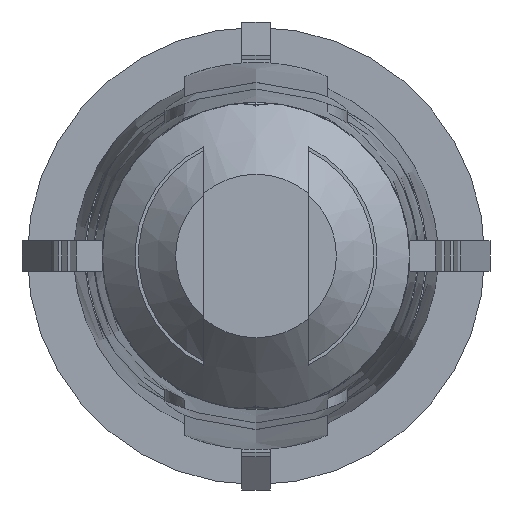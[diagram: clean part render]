
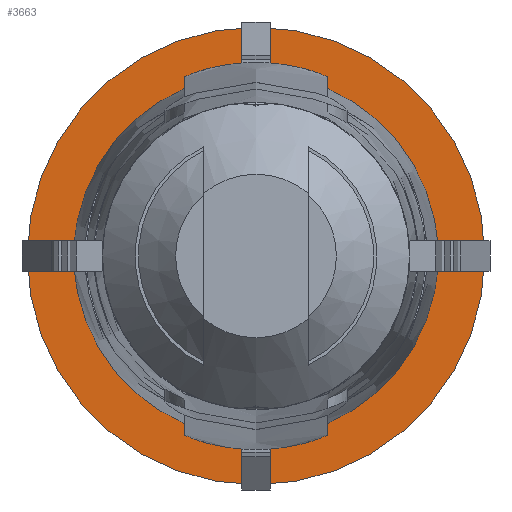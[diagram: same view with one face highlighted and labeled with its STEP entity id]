
A CAD part, left-side view. The second image highlights one B-rep face of the part: STEP entity #3663.
In plain terms, the highlighted planar face has unit normal (-1, 0, 0).
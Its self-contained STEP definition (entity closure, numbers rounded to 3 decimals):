
#148=LINE('',#5679,#334);
#149=LINE('',#5682,#335);
#150=LINE('',#5683,#336);
#151=LINE('',#5684,#337);
#152=LINE('',#5686,#338);
#153=LINE('',#5688,#339);
#154=LINE('',#5689,#340);
#155=LINE('',#5690,#341);
#334=VECTOR('',#4297,1000.);
#335=VECTOR('',#4298,1000.);
#336=VECTOR('',#4299,1000.);
#337=VECTOR('',#4300,1000.);
#338=VECTOR('',#4301,1000.);
#339=VECTOR('',#4302,1000.);
#340=VECTOR('',#4303,1000.);
#341=VECTOR('',#4304,1000.);
#468=PLANE('',#3873);
#543=CIRCLE('',#3734,2.785);
#551=CIRCLE('',#3748,2.785);
#558=CIRCLE('',#3758,2.785);
#566=CIRCLE('',#3772,2.785);
#588=CIRCLE('',#3872,3.5);
#1090=ORIENTED_EDGE('',*,*,#1683,.F.);
#1091=ORIENTED_EDGE('',*,*,#1684,.F.);
#1092=ORIENTED_EDGE('',*,*,#1685,.T.);
#1093=ORIENTED_EDGE('',*,*,#1474,.T.);
#1094=ORIENTED_EDGE('',*,*,#1686,.F.);
#1095=ORIENTED_EDGE('',*,*,#1448,.T.);
#1096=ORIENTED_EDGE('',*,*,#1687,.F.);
#1097=ORIENTED_EDGE('',*,*,#1688,.T.);
#1098=ORIENTED_EDGE('',*,*,#1689,.T.);
#1099=ORIENTED_EDGE('',*,*,#1425,.T.);
#1100=ORIENTED_EDGE('',*,*,#1690,.T.);
#1101=ORIENTED_EDGE('',*,*,#1399,.T.);
#1102=ORIENTED_EDGE('',*,*,#1691,.F.);
#1399=EDGE_CURVE('',#1803,#1801,#543,.T.);
#1425=EDGE_CURVE('',#1829,#1828,#551,.T.);
#1448=EDGE_CURVE('',#1850,#1849,#558,.T.);
#1474=EDGE_CURVE('',#1876,#1875,#566,.T.);
#1683=EDGE_CURVE('',#2012,#2012,#588,.T.);
#1684=EDGE_CURVE('',#2013,#2014,#148,.T.);
#1685=EDGE_CURVE('',#2013,#1876,#149,.T.);
#1686=EDGE_CURVE('',#1850,#1875,#150,.T.);
#1687=EDGE_CURVE('',#2015,#1849,#151,.T.);
#1688=EDGE_CURVE('',#2015,#2016,#152,.T.);
#1689=EDGE_CURVE('',#2016,#1829,#153,.T.);
#1690=EDGE_CURVE('',#1828,#1803,#154,.T.);
#1691=EDGE_CURVE('',#2014,#1801,#155,.T.);
#1801=VERTEX_POINT('',#4551);
#1803=VERTEX_POINT('',#4554);
#1828=VERTEX_POINT('',#4640);
#1829=VERTEX_POINT('',#4642);
#1849=VERTEX_POINT('',#4727);
#1850=VERTEX_POINT('',#4729);
#1875=VERTEX_POINT('',#4815);
#1876=VERTEX_POINT('',#4817);
#2012=VERTEX_POINT('',#5677);
#2013=VERTEX_POINT('',#5680);
#2014=VERTEX_POINT('',#5681);
#2015=VERTEX_POINT('',#5685);
#2016=VERTEX_POINT('',#5687);
#2317=EDGE_LOOP('',(#1090));
#2318=EDGE_LOOP('',(#1091,#1092,#1093,#1094,#1095,#1096,#1097,#1098,#1099,
#1100,#1101,#1102));
#2475=FACE_BOUND('',#2317,.T.);
#2476=FACE_BOUND('',#2318,.T.);
#3663=ADVANCED_FACE('',(#2475,#2476),#468,.F.);
#3734=AXIS2_PLACEMENT_3D('',#4553,#3945,#3946);
#3748=AXIS2_PLACEMENT_3D('',#4641,#3973,#3974);
#3758=AXIS2_PLACEMENT_3D('',#4728,#3997,#3998);
#3772=AXIS2_PLACEMENT_3D('',#4816,#4025,#4026);
#3872=AXIS2_PLACEMENT_3D('',#5676,#4293,#4294);
#3873=AXIS2_PLACEMENT_3D('',#5678,#4295,#4296);
#3945=DIRECTION('',(1.,0.,0.));
#3946=DIRECTION('',(0.,0.,-1.));
#3973=DIRECTION('',(1.,0.,0.));
#3974=DIRECTION('',(0.,0.,-1.));
#3997=DIRECTION('',(1.,0.,0.));
#3998=DIRECTION('',(0.,0.,-1.));
#4025=DIRECTION('',(1.,0.,0.));
#4026=DIRECTION('',(0.,0.,-1.));
#4293=DIRECTION('',(1.,0.,0.));
#4294=DIRECTION('',(0.,0.,-1.));
#4295=DIRECTION('',(1.,0.,0.));
#4296=DIRECTION('',(0.,0.,-1.));
#4297=DIRECTION('',(0.,-1.,0.));
#4298=DIRECTION('',(0.,0.,1.));
#4299=DIRECTION('',(0.,0.,-1.));
#4300=DIRECTION('',(0.,0.,-1.));
#4301=DIRECTION('',(0.,-1.,0.));
#4302=DIRECTION('',(0.,0.,-1.));
#4303=DIRECTION('',(0.,0.,-1.));
#4304=DIRECTION('',(0.,0.,1.));
#4551=CARTESIAN_POINT('',(-0.5,-0.22,-2.776));
#4553=CARTESIAN_POINT('',(-0.5,0.,0.));
#4554=CARTESIAN_POINT('',(-0.5,-2.729,-0.557));
#4640=CARTESIAN_POINT('',(-0.5,-2.729,0.557));
#4641=CARTESIAN_POINT('',(-0.5,0.,0.));
#4642=CARTESIAN_POINT('',(-0.5,-0.22,2.776));
#4727=CARTESIAN_POINT('',(-0.5,0.22,2.776));
#4728=CARTESIAN_POINT('',(-0.5,0.,0.));
#4729=CARTESIAN_POINT('',(-0.5,2.729,0.557));
#4815=CARTESIAN_POINT('',(-0.5,2.729,-0.557));
#4816=CARTESIAN_POINT('',(-0.5,0.,0.));
#4817=CARTESIAN_POINT('',(-0.5,0.22,-2.776));
#5676=CARTESIAN_POINT('',(-0.5,0.,0.));
#5677=CARTESIAN_POINT('',(-0.5,0.,-3.5));
#5678=CARTESIAN_POINT('',(-0.5,2.785,0.));
#5679=CARTESIAN_POINT('',(-0.5,0.22,-3.134));
#5680=CARTESIAN_POINT('',(-0.5,0.22,-3.134));
#5681=CARTESIAN_POINT('',(-0.5,-0.22,-3.134));
#5682=CARTESIAN_POINT('',(-0.5,0.22,0.));
#5683=CARTESIAN_POINT('',(-0.5,2.729,2.5));
#5684=CARTESIAN_POINT('',(-0.5,0.22,3.134));
#5685=CARTESIAN_POINT('',(-0.5,0.22,3.134));
#5686=CARTESIAN_POINT('',(-0.5,0.22,3.134));
#5687=CARTESIAN_POINT('',(-0.5,-0.22,3.134));
#5688=CARTESIAN_POINT('',(-0.5,-0.22,3.134));
#5689=CARTESIAN_POINT('',(-0.5,-2.729,2.5));
#5690=CARTESIAN_POINT('',(-0.5,-0.22,0.));
